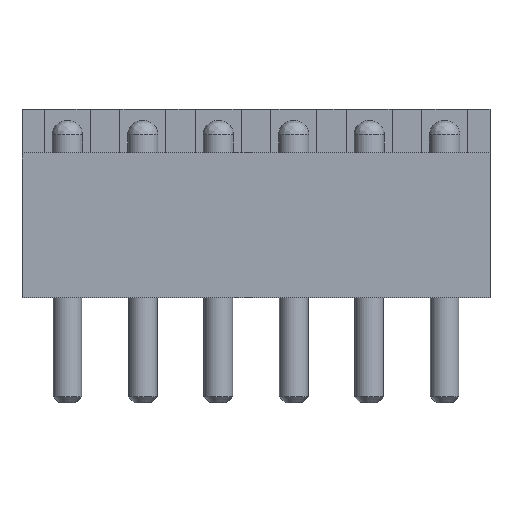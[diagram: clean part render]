
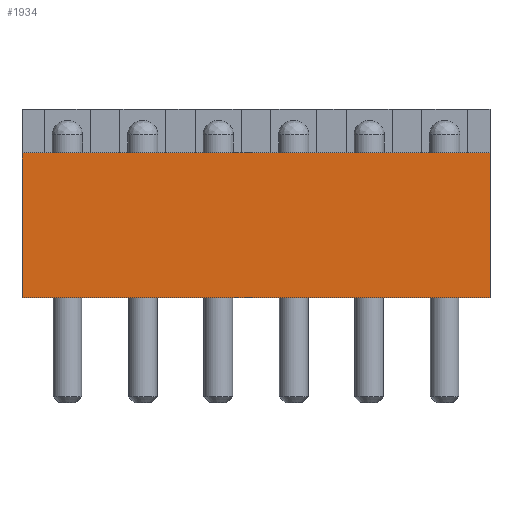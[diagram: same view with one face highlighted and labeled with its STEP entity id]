
A CAD part, top view. The second image highlights one B-rep face of the part: STEP entity #1934.
In plain terms, the highlighted planar face has unit normal (0, 0, 1).
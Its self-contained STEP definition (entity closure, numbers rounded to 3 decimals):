
#5=DIRECTION('',(0.,1.,0.));
#6=VECTOR('',#5,7.6);
#7=CARTESIAN_POINT('',(0.,0.,2.903));
#8=LINE('',#7,#6);
#46=DIRECTION('',(1.,0.,0.));
#47=VECTOR('',#46,24.56);
#48=CARTESIAN_POINT('',(-24.56,0.,2.903));
#49=LINE('',#48,#47);
#494=DIRECTION('',(1.,0.,0.));
#495=VECTOR('',#494,24.56);
#496=CARTESIAN_POINT('',(-24.56,7.6,2.903));
#497=LINE('',#496,#495);
#539=DIRECTION('',(0.,1.,0.));
#540=VECTOR('',#539,7.6);
#541=CARTESIAN_POINT('',(-24.56,0.,2.903));
#542=LINE('',#541,#540);
#988=CARTESIAN_POINT('',(0.,0.,2.903));
#990=VERTEX_POINT('',#988);
#1005=CARTESIAN_POINT('',(0.,7.6,2.903));
#1006=VERTEX_POINT('',#1005);
#1008=CARTESIAN_POINT('',(-24.56,0.,2.903));
#1010=VERTEX_POINT('',#1008);
#1025=CARTESIAN_POINT('',(-24.56,7.6,2.903));
#1026=VERTEX_POINT('',#1025);
#1922=CARTESIAN_POINT('',(0.,7.6,2.903));
#1923=DIRECTION('',(0.,0.,1.));
#1924=DIRECTION('',(0.,-1.,0.));
#1925=AXIS2_PLACEMENT_3D('',#1922,#1923,#1924);
#1926=PLANE('',#1925);
#1927=ORIENTED_EDGE('',*,*,#1278,.F.);
#1928=ORIENTED_EDGE('',*,*,#1311,.F.);
#1930=ORIENTED_EDGE('',*,*,#1929,.T.);
#1931=ORIENTED_EDGE('',*,*,#1914,.T.);
#1932=EDGE_LOOP('',(#1927,#1928,#1930,#1931));
#1933=FACE_OUTER_BOUND('',#1932,.F.);
#1278=EDGE_CURVE('',#990,#1006,#8,.T.);
#1311=EDGE_CURVE('',#1010,#990,#49,.T.);
#1914=EDGE_CURVE('',#1026,#1006,#497,.T.);
#1929=EDGE_CURVE('',#1010,#1026,#542,.T.);
#1934=ADVANCED_FACE('',(#1933),#1926,.T.);
